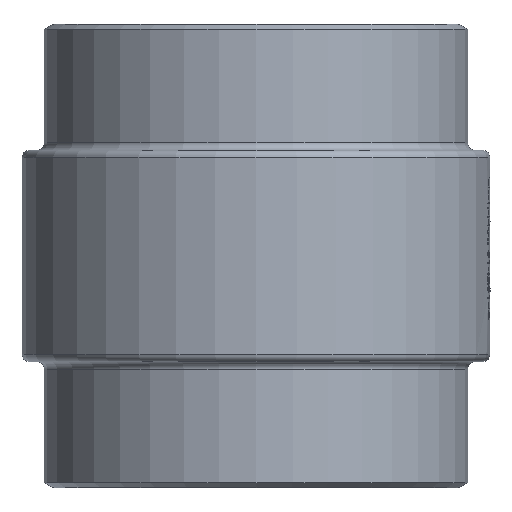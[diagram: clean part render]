
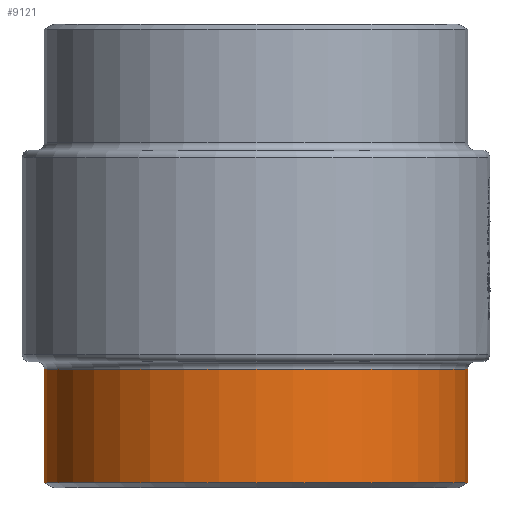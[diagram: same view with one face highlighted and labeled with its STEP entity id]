
A CAD part, front view. The second image highlights one B-rep face of the part: STEP entity #9121.
In plain terms, the highlighted cylindrical face has radius 84.15 mm (diameter 168.3 mm), a partial arc.
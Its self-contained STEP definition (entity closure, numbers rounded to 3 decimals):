
#401 = FACE_OUTER_BOUND ( 'NONE', #1156, .T. ) ;
#1156 = EDGE_LOOP ( 'NONE', ( #20692, #12421, #22704, #24985 ) ) ;
#1435 = VECTOR ( 'NONE', #22909, 1000. ) ;
#2343 = DIRECTION ( 'NONE',  ( 1., 0., 0. ) ) ;
#3403 = DIRECTION ( 'NONE',  ( 0., 0., -1. ) ) ;
#3783 = CARTESIAN_POINT ( 'NONE',  ( -84.15, 0., -137. ) ) ;
#3955 = CARTESIAN_POINT ( 'NONE',  ( -84.15, 0., -184. ) ) ;
#4608 = VERTEX_POINT ( 'NONE', #3783 ) ;
#4771 = DIRECTION ( 'NONE',  ( 1., 0., 0. ) ) ;
#4775 = DIRECTION ( 'NONE',  ( 0., 0., -1. ) ) ;
#5967 = CARTESIAN_POINT ( 'NONE',  ( 84.15, 0., -137. ) ) ;
#6182 = EDGE_CURVE ( 'NONE', #27442, #18945, #26825, .T. ) ;
#6224 = LINE ( 'NONE', #3955, #18203 ) ;
#8852 = DIRECTION ( 'NONE',  ( 0., 0., -1. ) ) ;
#9121 = ADVANCED_FACE ( 'NONE', ( #401 ), #26154, .T. ) ;
#10743 = CARTESIAN_POINT ( 'NONE',  ( 84.15, 0., -181.979 ) ) ;
#10887 = CARTESIAN_POINT ( 'NONE',  ( 0., 0., -184. ) ) ;
#11725 = CARTESIAN_POINT ( 'NONE',  ( 84.15, 0., -184. ) ) ;
#11802 = CARTESIAN_POINT ( 'NONE',  ( -84.15, 0., -181.979 ) ) ;
#12282 = LINE ( 'NONE', #11725, #1435 ) ;
#12421 = ORIENTED_EDGE ( 'NONE', *, *, #24437, .T. ) ;
#13412 = DIRECTION ( 'NONE',  ( 1., 0., 0. ) ) ;
#14015 = AXIS2_PLACEMENT_3D ( 'NONE', #10887, #4775, #13412 ) ;
#15109 = CIRCLE ( 'NONE', #23241, 84.15 ) ;
#15795 = DIRECTION ( 'NONE',  ( 0., 0., 1. ) ) ;
#16391 = EDGE_CURVE ( 'NONE', #27734, #4608, #15109, .T. ) ;
#17483 = CARTESIAN_POINT ( 'NONE',  ( 0., 0., -137. ) ) ;
#18203 = VECTOR ( 'NONE', #3403, 1000. ) ;
#18945 = VERTEX_POINT ( 'NONE', #10743 ) ;
#20692 = ORIENTED_EDGE ( 'NONE', *, *, #16391, .T. ) ;
#20932 = EDGE_CURVE ( 'NONE', #27734, #18945, #12282, .T. ) ;
#22704 = ORIENTED_EDGE ( 'NONE', *, *, #6182, .T. ) ;
#22909 = DIRECTION ( 'NONE',  ( 0., 0., -1. ) ) ;
#23241 = AXIS2_PLACEMENT_3D ( 'NONE', #17483, #8852, #2343 ) ;
#24166 = CARTESIAN_POINT ( 'NONE',  ( 0., 0., -181.979 ) ) ;
#24437 = EDGE_CURVE ( 'NONE', #4608, #27442, #6224, .T. ) ;
#24985 = ORIENTED_EDGE ( 'NONE', *, *, #20932, .F. ) ;
#25484 = AXIS2_PLACEMENT_3D ( 'NONE', #24166, #15795, #4771 ) ;
#26154 = CYLINDRICAL_SURFACE ( 'NONE', #14015, 84.15 ) ;
#26825 = CIRCLE ( 'NONE', #25484, 84.15 ) ;
#27442 = VERTEX_POINT ( 'NONE', #11802 ) ;
#27734 = VERTEX_POINT ( 'NONE', #5967 ) ;
